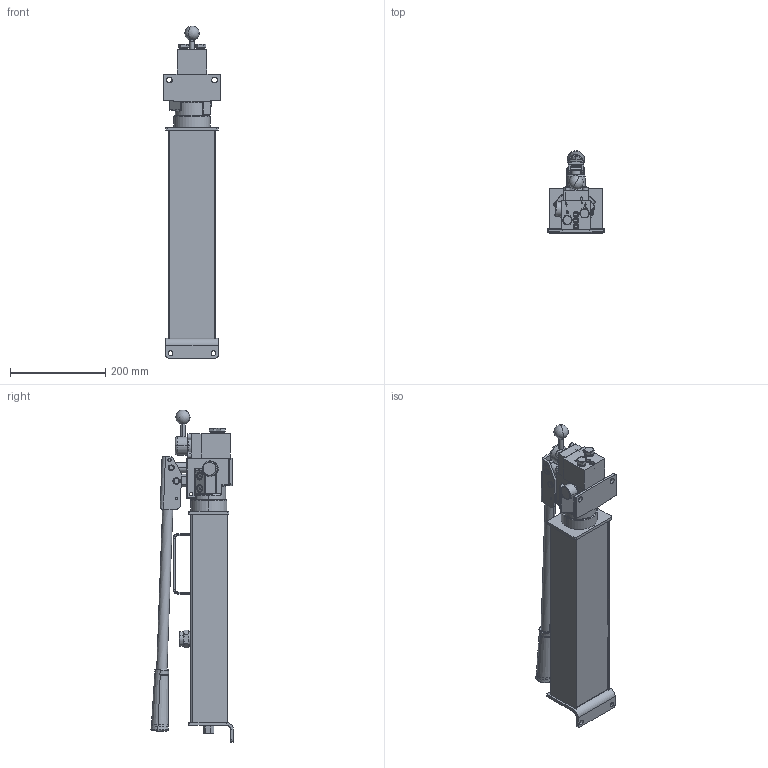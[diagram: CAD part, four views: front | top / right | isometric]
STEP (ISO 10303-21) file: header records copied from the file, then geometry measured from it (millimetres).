
FILE_DESCRIPTION (( 'STEP AP203' ), '1' );
FILE_NAME ('H2814.STEP', '2015-10-06T02:14:29', ( '' ), ( '' ), 'SwSTEP 2.0', 'SolidWorks 2015', '' );
FILE_SCHEMA (( 'CONFIG_CONTROL_DESIGN' ));
Length unit declared in the file: inch
Products named in the file (1): H2814
Bounding box: 120 x 172.89 x 696.3 mm (x, y, z)
Volume: 1537773.2 mm3; surface area: 656191 mm2
Topology: 47 solids, 47 shells, 1596 faces, 3637 edges, 2173 vertices
Faces by surface type: cylinder 599, plane 463, cone 362, torus 70, bspline 67, sphere 35
Entity records: 48814 total; most frequent: CARTESIAN_POINT 12875, DIRECTION 7900, ORIENTED_EDGE 7106, EDGE_CURVE 3553, AXIS2_PLACEMENT_3D 3152, VERTEX_POINT 2169, EDGE_LOOP 1828, CIRCLE 1622
